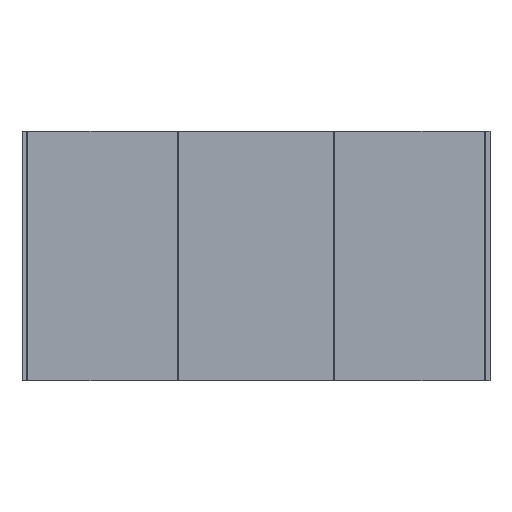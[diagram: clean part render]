
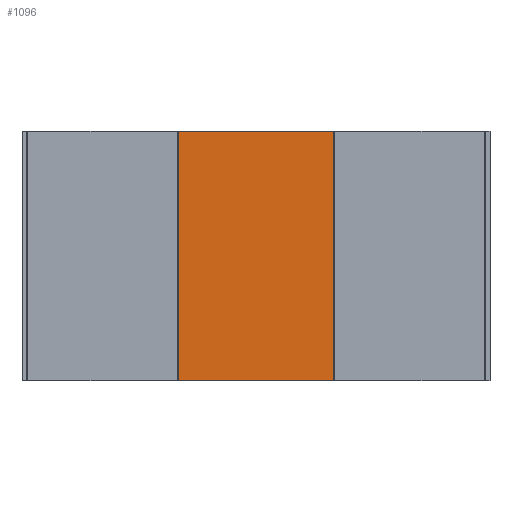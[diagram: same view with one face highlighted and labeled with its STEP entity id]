
A CAD part, top view. The second image highlights one B-rep face of the part: STEP entity #1096.
In plain terms, the highlighted planar face has unit normal (0, 0, 1).
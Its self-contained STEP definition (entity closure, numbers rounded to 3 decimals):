
#35 = PLANE ( 'NONE',  #244 ) ;
#51 = LINE ( 'NONE', #1039, #900 ) ;
#87 = CARTESIAN_POINT ( 'NONE',  ( -249.5, 400., 130. ) ) ;
#121 = CARTESIAN_POINT ( 'NONE',  ( -732., -400., 130. ) ) ;
#143 = CARTESIAN_POINT ( 'NONE',  ( 249.5, 400., 130. ) ) ;
#166 = CARTESIAN_POINT ( 'NONE',  ( 249.5, -400., 130. ) ) ;
#203 = CARTESIAN_POINT ( 'NONE',  ( -249.5, -400., 130. ) ) ;
#244 = AXIS2_PLACEMENT_3D ( 'NONE', #121, #891, #450 ) ;
#278 = VERTEX_POINT ( 'NONE', #87 ) ;
#307 = CARTESIAN_POINT ( 'NONE',  ( -249.5, -400., 130. ) ) ;
#321 = CARTESIAN_POINT ( 'NONE',  ( 249.5, -400., 130. ) ) ;
#326 = VECTOR ( 'NONE', #1058, 1000. ) ;
#339 = DIRECTION ( 'NONE',  ( 1., 0., 0. ) ) ;
#395 = VERTEX_POINT ( 'NONE', #203 ) ;
#426 = EDGE_CURVE ( 'NONE', #395, #278, #823, .T. ) ;
#449 = FACE_OUTER_BOUND ( 'NONE', #724, .T. ) ;
#450 = DIRECTION ( 'NONE',  ( 1., 0., 0. ) ) ;
#479 = CARTESIAN_POINT ( 'NONE',  ( -732., -400., 130. ) ) ;
#482 = DIRECTION ( 'NONE',  ( 1., 0., 0. ) ) ;
#682 = DIRECTION ( 'NONE',  ( 0., 1., 0. ) ) ;
#694 = EDGE_CURVE ( 'NONE', #856, #1121, #1052, .T. ) ;
#703 = ORIENTED_EDGE ( 'NONE', *, *, #694, .T. ) ;
#724 = EDGE_LOOP ( 'NONE', ( #703, #1136, #965, #748 ) ) ;
#748 = ORIENTED_EDGE ( 'NONE', *, *, #865, .T. ) ;
#823 = LINE ( 'NONE', #307, #1069 ) ;
#856 = VERTEX_POINT ( 'NONE', #166 ) ;
#865 = EDGE_CURVE ( 'NONE', #395, #856, #1088, .T. ) ;
#891 = DIRECTION ( 'NONE',  ( 0., 0., 1. ) ) ;
#900 = VECTOR ( 'NONE', #339, 1000. ) ;
#965 = ORIENTED_EDGE ( 'NONE', *, *, #426, .F. ) ;
#1039 = CARTESIAN_POINT ( 'NONE',  ( -732., 400., 130. ) ) ;
#1052 = LINE ( 'NONE', #321, #326 ) ;
#1058 = DIRECTION ( 'NONE',  ( 0., 1., 0. ) ) ;
#1069 = VECTOR ( 'NONE', #682, 1000. ) ;
#1088 = LINE ( 'NONE', #479, #1148 ) ;
#1091 = EDGE_CURVE ( 'NONE', #278, #1121, #51, .T. ) ;
#1096 = ADVANCED_FACE ( 'NONE', ( #449 ), #35, .T. ) ;
#1121 = VERTEX_POINT ( 'NONE', #143 ) ;
#1136 = ORIENTED_EDGE ( 'NONE', *, *, #1091, .F. ) ;
#1148 = VECTOR ( 'NONE', #482, 1000. ) ;
